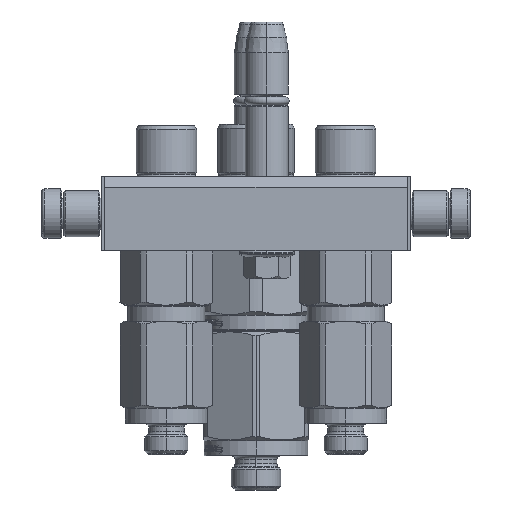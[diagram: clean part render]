
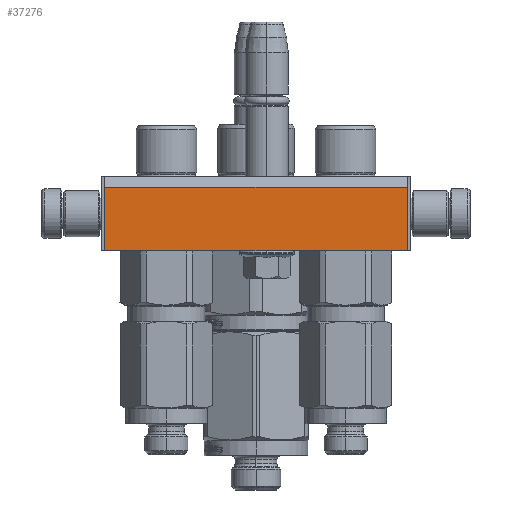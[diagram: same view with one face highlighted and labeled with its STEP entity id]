
A CAD part, left-side view. The second image highlights one B-rep face of the part: STEP entity #37276.
In plain terms, the highlighted face is planar.
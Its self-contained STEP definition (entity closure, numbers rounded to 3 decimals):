
#1592 = DIRECTION ( 'NONE',  ( 1., 0., 0. ) ) ;
#4035 = CARTESIAN_POINT ( 'NONE',  ( 78., 3.464, 24. ) ) ;
#5313 = DIRECTION ( 'NONE',  ( 0., 0., 1. ) ) ;
#6177 = DIRECTION ( 'NONE',  ( 0., 1., 0. ) ) ;
#7325 = VECTOR ( 'NONE', #8776, 1000. ) ;
#8776 = DIRECTION ( 'NONE',  ( 0., 1., 0. ) ) ;
#11424 = VERTEX_POINT ( 'NONE', #51060 ) ;
#14112 = CARTESIAN_POINT ( 'NONE',  ( -20., 3.464, 24. ) ) ;
#15297 = ORIENTED_EDGE ( 'NONE', *, *, #27060, .T. ) ;
#19674 = LINE ( 'NONE', #22724, #43743 ) ;
#20268 = EDGE_CURVE ( 'NONE', #43734, #11424, #45712, .T. ) ;
#20513 = LINE ( 'NONE', #24750, #25743 ) ;
#22397 = DIRECTION ( 'NONE',  ( 1., 0., 0. ) ) ;
#22724 = CARTESIAN_POINT ( 'NONE',  ( -20., 3.464, 24. ) ) ;
#22843 = FACE_OUTER_BOUND ( 'NONE', #45235, .T. ) ;
#24358 = ORIENTED_EDGE ( 'NONE', *, *, #29597, .F. ) ;
#24750 = CARTESIAN_POINT ( 'NONE',  ( -20., 24., 24. ) ) ;
#25743 = VECTOR ( 'NONE', #29420, 1000. ) ;
#26034 = PLANE ( 'NONE',  #28035 ) ;
#27060 = EDGE_CURVE ( 'NONE', #48875, #43734, #36569, .T. ) ;
#28035 = AXIS2_PLACEMENT_3D ( 'NONE', #47334, #5313, #22397 ) ;
#29022 = ORIENTED_EDGE ( 'NONE', *, *, #38667, .F. ) ;
#29420 = DIRECTION ( 'NONE',  ( 1., 0., 0. ) ) ;
#29597 = EDGE_CURVE ( 'NONE', #40686, #11424, #20513, .T. ) ;
#33316 = VECTOR ( 'NONE', #1592, 1000. ) ;
#36569 = LINE ( 'NONE', #43210, #33316 ) ;
#37276 = ADVANCED_FACE ( 'NONE', ( #22843 ), #26034, .T. ) ;
#38667 = EDGE_CURVE ( 'NONE', #48875, #40686, #19674, .T. ) ;
#40686 = VERTEX_POINT ( 'NONE', #42316 ) ;
#42316 = CARTESIAN_POINT ( 'NONE',  ( -20., 24., 24. ) ) ;
#43210 = CARTESIAN_POINT ( 'NONE',  ( -20., 3.464, 24. ) ) ;
#43734 = VERTEX_POINT ( 'NONE', #45570 ) ;
#43743 = VECTOR ( 'NONE', #6177, 1000. ) ;
#45235 = EDGE_LOOP ( 'NONE', ( #24358, #29022, #15297, #52831 ) ) ;
#45570 = CARTESIAN_POINT ( 'NONE',  ( 78., 3.464, 24. ) ) ;
#45712 = LINE ( 'NONE', #4035, #7325 ) ;
#47334 = CARTESIAN_POINT ( 'NONE',  ( -21., 0., 24. ) ) ;
#48875 = VERTEX_POINT ( 'NONE', #14112 ) ;
#51060 = CARTESIAN_POINT ( 'NONE',  ( 78., 24., 24. ) ) ;
#52831 = ORIENTED_EDGE ( 'NONE', *, *, #20268, .T. ) ;
